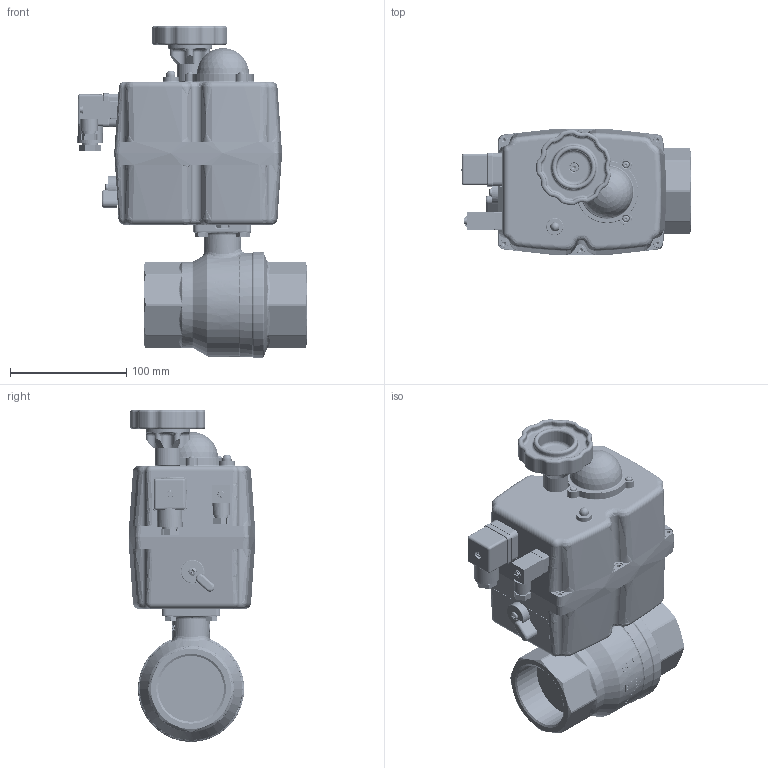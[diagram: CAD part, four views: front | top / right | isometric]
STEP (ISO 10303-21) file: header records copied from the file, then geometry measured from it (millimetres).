
FILE_DESCRIPTION(('STEP AP214'),'1');
FILE_NAME('valve_ake964-2_-s35.stp','2018-06-14T12:24:31',('TraceParts'),('TraceParts S.A.'),'Spatial InterOp 3D',' ',' ');
FILE_SCHEMA(('automotive_design'));
Length unit declared in the file: millimetre
Products named in the file (61): valve_ake964-2_-s35_1; valve_ake964-2_-s35_2; valve_ake964-2_-s35_3; valve_ake964-2_-s35_4; valve_ake964-2_-s35_5; valve_ake964-2_-s35_6; valve_ake964-2_-s35_7; valve_ake964-2_-s35_8; valve_ake964-2_-s35_9; valve_ake964-2_-s35_10; valve_ake964-2_-s35_11; valve_ake964-2_-s35_12; valve_ake964-2_-s35_13; valve_ake964-2_-s35_14; valve_ake964-2_-s35_15; valve_ake964-2_-s35_16; valve_ake964-2_-s35_17; valve_ake964-2_-s35_18; valve_ake964-2_-s35_19; valve_ake964-2_-s35_20; valve_ake964-2_-s35_21; valve_ake964-2_-s35_22; valve_ake964-2_-s35_23; valve_ake964-2_-s35_24; valve_ake964-2_-s35_25; valve_ake964-2_-s35_26; valve_ake964-2_-s35_27; valve_ake964-2_-s35_28; valve_ake964-2_-s35_29; valve_ake964-2_-s35_30; valve_ake964-2_-s35_31; valve_ake964-2_-s35_32; valve_ake964-2_-s35_33; valve_ake964-2_-s35_34; valve_ake964-2_-s35_35; valve_ake964-2_-s35_36; valve_ake964-2_-s35_37; valve_ake964-2_-s35_38; valve_ake964-2_-s35_39; valve_ake964-2_-s35_40 ...
Bounding box: 197.21 x 108.76 x 285.75 mm (x, y, z)
Volume: 1102241.2 mm3; surface area: 336323.9 mm2
Topology: 61 solids, 61 shells, 5652 faces, 13962 edges, 8525 vertices
Faces by surface type: cylinder 1753, plane 1411, cone 1202, torus 757, bspline 394, sphere 135
Entity records: 257681 total; most frequent: CARTESIAN_POINT 76518, DIRECTION 29765, ORIENTED_EDGE 27684, EDGE_CURVE 13842, AXIS2_PLACEMENT_3D 12061, VERTEX_POINT 8525, CIRCLE 6573, EDGE_LOOP 6033
